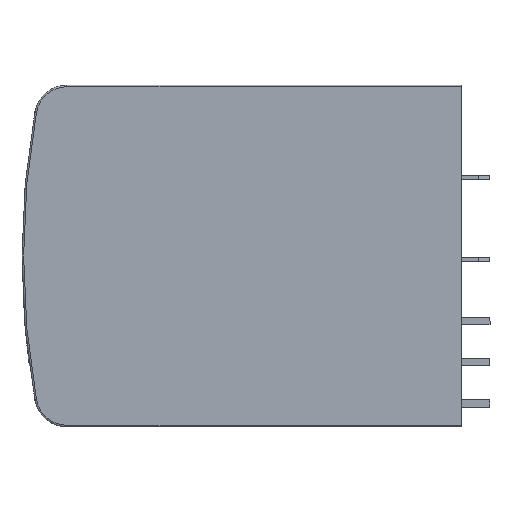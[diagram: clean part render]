
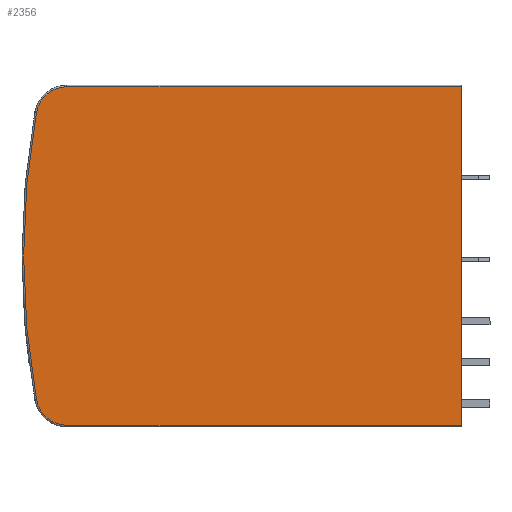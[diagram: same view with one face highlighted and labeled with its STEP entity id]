
A CAD part, left-side view. The second image highlights one B-rep face of the part: STEP entity #2356.
In plain terms, the highlighted planar face has unit normal (-1, 0, 0).
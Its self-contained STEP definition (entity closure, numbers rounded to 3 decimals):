
#317 = EDGE_CURVE ( 'NONE', #5796, #523, #3711, .T. ) ;
#477 = CARTESIAN_POINT ( 'NONE',  ( -17.1, -46., 20.8 ) ) ;
#523 = VERTEX_POINT ( 'NONE', #8281 ) ;
#762 = ORIENTED_EDGE ( 'NONE', *, *, #13660, .T. ) ;
#822 = ORIENTED_EDGE ( 'NONE', *, *, #317, .T. ) ;
#857 = LINE ( 'NONE', #15142, #14048 ) ;
#881 = EDGE_CURVE ( 'NONE', #6751, #12769, #11424, .T. ) ;
#905 = AXIS2_PLACEMENT_3D ( 'NONE', #9489, #2985, #14466 ) ;
#1064 = CIRCLE ( 'NONE', #9467, 99.8 ) ;
#1117 = EDGE_LOOP ( 'NONE', ( #3211, #12588, #4851, #12251, #822, #762 ) ) ;
#1524 = CARTESIAN_POINT ( 'NONE',  ( -17.1, 0., -20.8 ) ) ;
#2028 = VECTOR ( 'NONE', #5880, 1000. ) ;
#2356 = ADVANCED_FACE ( 'NONE', ( #10723 ), #3928, .T. ) ;
#2985 = DIRECTION ( 'NONE',  ( -1., 0., 0. ) ) ;
#3211 = ORIENTED_EDGE ( 'NONE', *, *, #8936, .T. ) ;
#3504 = VERTEX_POINT ( 'NONE', #1524 ) ;
#3711 = CIRCLE ( 'NONE', #905, 3.8 ) ;
#3928 = PLANE ( 'NONE',  #12212 ) ;
#4531 = CARTESIAN_POINT ( 'NONE',  ( -17.1, 48.483, 17. ) ) ;
#4819 = VERTEX_POINT ( 'NONE', #11158 ) ;
#4851 = ORIENTED_EDGE ( 'NONE', *, *, #11764, .T. ) ;
#4894 = DIRECTION ( 'NONE',  ( -1., 0., 0. ) ) ;
#4907 = DIRECTION ( 'NONE',  ( 0., 0., 1. ) ) ;
#5675 = DIRECTION ( 'NONE',  ( 0., 0., 1. ) ) ;
#5796 = VERTEX_POINT ( 'NONE', #11321 ) ;
#5880 = DIRECTION ( 'NONE',  ( 0., 1., 0. ) ) ;
#6751 = VERTEX_POINT ( 'NONE', #10181 ) ;
#7339 = VECTOR ( 'NONE', #9899, 1000. ) ;
#7539 = DIRECTION ( 'NONE',  ( -1., 0., 0. ) ) ;
#8281 = CARTESIAN_POINT ( 'NONE',  ( -17.1, 48.483, -20.8 ) ) ;
#8378 = DIRECTION ( 'NONE',  ( 0., 0., 1. ) ) ;
#8392 = DIRECTION ( 'NONE',  ( -1., 0., 0. ) ) ;
#8408 = CARTESIAN_POINT ( 'NONE',  ( -17.1, -46., 0. ) ) ;
#8515 = AXIS2_PLACEMENT_3D ( 'NONE', #4531, #4894, #4907 ) ;
#8936 = EDGE_CURVE ( 'NONE', #3504, #6751, #857, .T. ) ;
#9456 = DIRECTION ( 'NONE',  ( 0., 0., 1. ) ) ;
#9467 = AXIS2_PLACEMENT_3D ( 'NONE', #8408, #8392, #8378 ) ;
#9489 = CARTESIAN_POINT ( 'NONE',  ( -17.1, 48.483, -17. ) ) ;
#9899 = DIRECTION ( 'NONE',  ( 0., -1., 0. ) ) ;
#10013 = CARTESIAN_POINT ( 'NONE',  ( -17.1, -46., -20.8 ) ) ;
#10181 = CARTESIAN_POINT ( 'NONE',  ( -17.1, 0., 20.8 ) ) ;
#10576 = CIRCLE ( 'NONE', #8515, 3.8 ) ;
#10598 = CARTESIAN_POINT ( 'NONE',  ( -17.1, -46., 0. ) ) ;
#10723 = FACE_OUTER_BOUND ( 'NONE', #1117, .T. ) ;
#11130 = LINE ( 'NONE', #10013, #7339 ) ;
#11158 = CARTESIAN_POINT ( 'NONE',  ( -17.1, 52.223, 17.673 ) ) ;
#11321 = CARTESIAN_POINT ( 'NONE',  ( -17.1, 52.223, -17.673 ) ) ;
#11424 = LINE ( 'NONE', #477, #2028 ) ;
#11764 = EDGE_CURVE ( 'NONE', #12769, #4819, #10576, .T. ) ;
#12212 = AXIS2_PLACEMENT_3D ( 'NONE', #10598, #7539, #9456 ) ;
#12251 = ORIENTED_EDGE ( 'NONE', *, *, #13875, .T. ) ;
#12588 = ORIENTED_EDGE ( 'NONE', *, *, #881, .T. ) ;
#12769 = VERTEX_POINT ( 'NONE', #14584 ) ;
#13660 = EDGE_CURVE ( 'NONE', #523, #3504, #11130, .T. ) ;
#13875 = EDGE_CURVE ( 'NONE', #4819, #5796, #1064, .T. ) ;
#14048 = VECTOR ( 'NONE', #5675, 1000. ) ;
#14466 = DIRECTION ( 'NONE',  ( 0., 0., 1. ) ) ;
#14584 = CARTESIAN_POINT ( 'NONE',  ( -17.1, 48.483, 20.8 ) ) ;
#15142 = CARTESIAN_POINT ( 'NONE',  ( -17.1, 0., -21. ) ) ;
